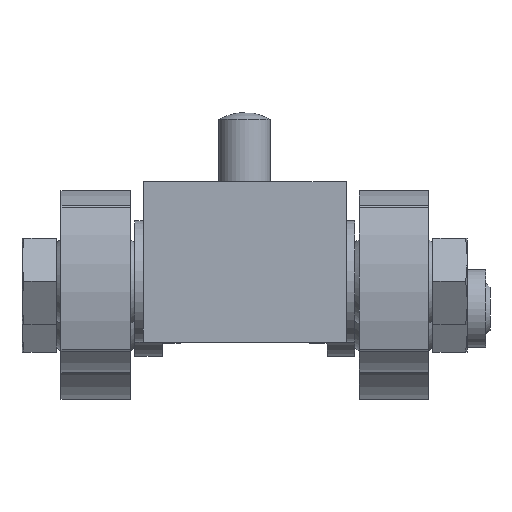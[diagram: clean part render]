
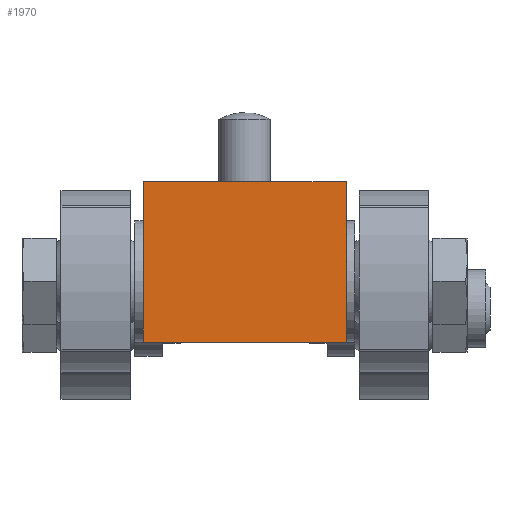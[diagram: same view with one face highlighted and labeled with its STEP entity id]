
A CAD part, top view. The second image highlights one B-rep face of the part: STEP entity #1970.
In plain terms, the highlighted planar face has unit normal (0, 0, 1).
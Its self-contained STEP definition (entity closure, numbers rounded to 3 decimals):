
#232=LINE('',#3404,#314);
#235=LINE('',#3412,#317);
#240=LINE('',#3432,#322);
#243=LINE('',#3437,#325);
#314=VECTOR('',#2734,1000.);
#317=VECTOR('',#2741,1000.);
#322=VECTOR('',#2758,1000.);
#325=VECTOR('',#2765,1000.);
#672=ORIENTED_EDGE('',*,*,#1005,.T.);
#673=ORIENTED_EDGE('',*,*,#1009,.T.);
#674=ORIENTED_EDGE('',*,*,#1019,.T.);
#675=ORIENTED_EDGE('',*,*,#1023,.T.);
#1005=EDGE_CURVE('',#1217,#1216,#232,.T.);
#1009=EDGE_CURVE('',#1216,#1219,#235,.T.);
#1019=EDGE_CURVE('',#1219,#1228,#240,.T.);
#1023=EDGE_CURVE('',#1228,#1217,#243,.T.);
#1216=VERTEX_POINT('',#3403);
#1217=VERTEX_POINT('',#3405);
#1219=VERTEX_POINT('',#3411);
#1228=VERTEX_POINT('',#3431);
#1529=EDGE_LOOP('',(#672,#673,#674,#675));
#1745=FACE_BOUND('',#1529,.T.);
#1863=PLANE('',#2251);
#1970=ADVANCED_FACE('',(#1745),#1863,.T.);
#2251=AXIS2_PLACEMENT_3D('',#3438,#2766,#2767);
#2734=DIRECTION('',(-1.,0.,0.));
#2741=DIRECTION('',(0.,-1.,0.));
#2758=DIRECTION('',(1.,0.,0.));
#2765=DIRECTION('',(0.,1.,0.));
#2766=DIRECTION('',(0.,0.,1.));
#2767=DIRECTION('',(1.,0.,0.));
#3403=CARTESIAN_POINT('',(-11.7,11.5,12.));
#3404=CARTESIAN_POINT('',(11.7,11.5,12.));
#3405=CARTESIAN_POINT('',(11.7,11.5,12.));
#3411=CARTESIAN_POINT('',(-11.7,-7.,12.));
#3412=CARTESIAN_POINT('',(-11.7,11.5,12.));
#3431=CARTESIAN_POINT('',(11.7,-7.,12.));
#3432=CARTESIAN_POINT('',(-11.7,-7.,12.));
#3437=CARTESIAN_POINT('',(11.7,-7.,12.));
#3438=CARTESIAN_POINT('',(0.,0.,12.));
